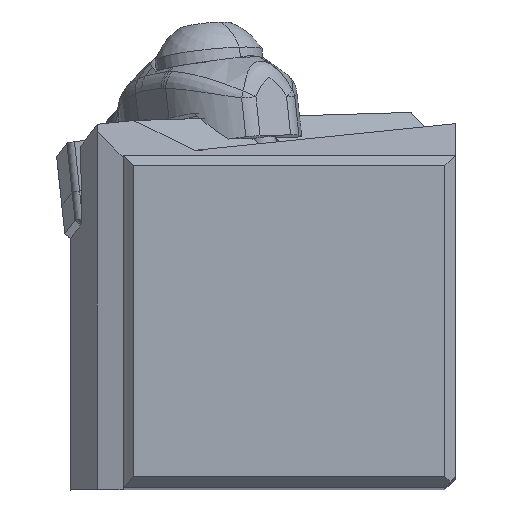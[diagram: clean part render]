
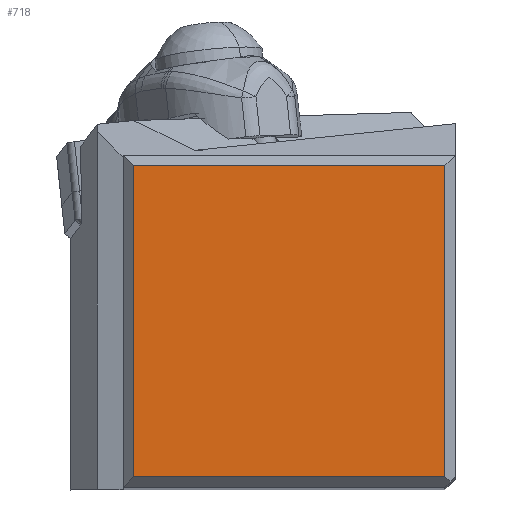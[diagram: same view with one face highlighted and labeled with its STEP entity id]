
A CAD part, top view. The second image highlights one B-rep face of the part: STEP entity #718.
In plain terms, the highlighted planar face has unit normal (0, 0, 1).
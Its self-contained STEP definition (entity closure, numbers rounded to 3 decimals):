
#463=FACE_OUTER_BOUND('',#1090,.T.);
#718=ADVANCED_FACE('',(#463),#974,.T.);
#974=PLANE('',#4912);
#1090=EDGE_LOOP('',(#1502,#1503,#1504,#1505));
#1502=ORIENTED_EDGE('',*,*,#3290,.F.);
#1503=ORIENTED_EDGE('',*,*,#3297,.F.);
#1504=ORIENTED_EDGE('',*,*,#3347,.F.);
#1505=ORIENTED_EDGE('',*,*,#3348,.T.);
#2810=VERTEX_POINT('',#6701);
#2811=VERTEX_POINT('',#6703);
#2815=VERTEX_POINT('',#6715);
#2851=VERTEX_POINT('',#6814);
#3290=EDGE_CURVE('',#2810,#2811,#4312,.T.);
#3297=EDGE_CURVE('',#2815,#2810,#4319,.T.);
#3347=EDGE_CURVE('',#2851,#2815,#4355,.T.);
#3348=EDGE_CURVE('',#2851,#2811,#4356,.T.);
#4312=LINE('',#6702,#4567);
#4319=LINE('',#6716,#4574);
#4355=LINE('',#6815,#4610);
#4356=LINE('',#6817,#4611);
#4567=VECTOR('',#5454,1.);
#4574=VECTOR('',#5465,1.);
#4610=VECTOR('',#5555,1.);
#4611=VECTOR('',#5558,1.);
#4912=AXIS2_PLACEMENT_3D('',#6818,#5559,#5560);
#5454=DIRECTION('',(-1.,0.,0.));
#5465=DIRECTION('',(0.,-1.,0.));
#5555=DIRECTION('',(1.,0.,0.));
#5558=DIRECTION('',(0.,-1.,0.));
#5559=DIRECTION('',(0.,0.,1.));
#5560=DIRECTION('',(-1.,0.,0.));
#6701=CARTESIAN_POINT('',(-1.,1.,0.));
#6702=CARTESIAN_POINT('',(-1.,1.,0.));
#6703=CARTESIAN_POINT('',(-30.75,1.,0.));
#6715=CARTESIAN_POINT('',(-1.,30.75,0.));
#6716=CARTESIAN_POINT('',(-1.,30.75,0.));
#6814=CARTESIAN_POINT('',(-30.75,30.75,0.));
#6815=CARTESIAN_POINT('',(-30.75,30.75,0.));
#6817=CARTESIAN_POINT('',(-30.75,30.75,0.));
#6818=CARTESIAN_POINT('',(-15.875,15.875,0.));
